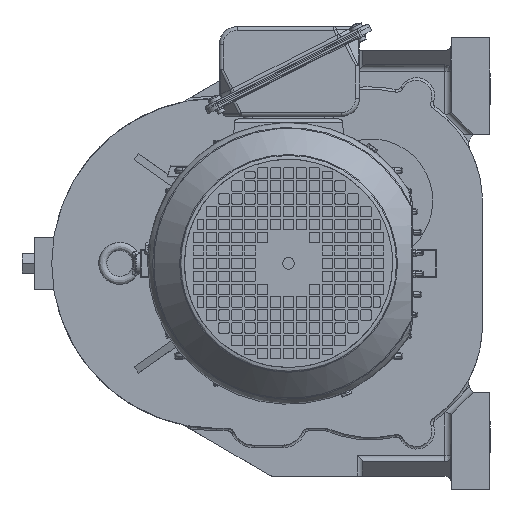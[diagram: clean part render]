
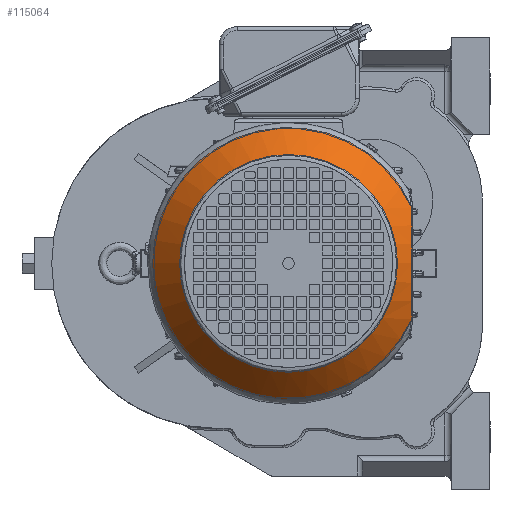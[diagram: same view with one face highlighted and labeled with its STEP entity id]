
A CAD part, left-side view. The second image highlights one B-rep face of the part: STEP entity #115064.
In plain terms, the highlighted conical face has half-angle 41.906 degrees and reference radius 105.414 mm.
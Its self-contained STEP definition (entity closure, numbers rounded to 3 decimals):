
#13499 = FACE_BOUND ( 'NONE', #150293, .T. ) ;
#14397 = FACE_OUTER_BOUND ( 'NONE', #139580, .T. ) ;
#15309 = DIRECTION ( 'NONE',  ( 1., 0., 0. ) ) ;
#19733 = ORIENTED_EDGE ( 'NONE', *, *, #87262, .F. ) ;
#21086 = CARTESIAN_POINT ( 'NONE',  ( 21118.521, 1688.718, 1081.928 ) ) ;
#29293 = DIRECTION ( 'NONE',  ( 1., 0., 0. ) ) ;
#32926 = ORIENTED_EDGE ( 'NONE', *, *, #101108, .F. ) ;
#34796 = CARTESIAN_POINT ( 'NONE',  ( 21119.248, 1688.718, 1078.21 ) ) ;
#35680 = CARTESIAN_POINT ( 'NONE',  ( 21118.248, 1688.718, 1109.953 ) ) ;
#37893 = DIRECTION ( 'NONE',  ( 1., 0., 0. ) ) ;
#40798 = EDGE_CURVE ( 'NONE', #110421, #110421, #99821, .T. ) ;
#41505 = CARTESIAN_POINT ( 'NONE',  ( 21104.433, 1784.718, 1096.831 ) ) ;
#47701 = CARTESIAN_POINT ( 'NONE',  ( 21117.501, 1688.718, 1089.378 ) ) ;
#49490 = CARTESIAN_POINT ( 'NONE',  ( 21119.661, 1688.718, 1117.367 ) ) ;
#51238 = CARTESIAN_POINT ( 'NONE',  ( 21121.041, 1688.718, 1122.829 ) ) ;
#55063 = CIRCLE ( 'NONE', #116307, 105.414 ) ;
#63159 = CARTESIAN_POINT ( 'NONE',  ( 21119.25, 1688.718, 1115.532 ) ) ;
#64048 = CARTESIAN_POINT ( 'NONE',  ( 21124.722, 1688.718, 1133.464 ) ) ;
#67470 = CONICAL_SURFACE ( 'NONE', #157760, 105.414, 0.731 ) ;
#69459 = CARTESIAN_POINT ( 'NONE',  ( 21122.15, 1688.718, 1067.281 ) ) ;
#85788 = CARTESIAN_POINT ( 'NONE',  ( 21127.748, 1784.718, 1096.831 ) ) ;
#87262 = EDGE_CURVE ( 'NONE', #118987, #155657, #141683, .T. ) ;
#88508 = ORIENTED_EDGE ( 'NONE', *, *, #40798, .T. ) ;
#91513 = CARTESIAN_POINT ( 'NONE',  ( 21117.504, 1688.718, 1104.327 ) ) ;
#92416 = CARTESIAN_POINT ( 'NONE',  ( 21126.167, 1688.718, 1136.94 ) ) ;
#97192 = DIRECTION ( 'NONE',  ( 0., -1., 0. ) ) ;
#99821 = CIRCLE ( 'NONE', #146367, 84.49 ) ;
#99920 = CARTESIAN_POINT ( 'NONE',  ( 21127.748, 1688.718, 1140.375 ) ) ;
#100475 = CARTESIAN_POINT ( 'NONE',  ( 21127.748, 1784.718, 1096.831 ) ) ;
#101108 = EDGE_CURVE ( 'NONE', #155657, #118987, #55063, .T. ) ;
#103310 = CARTESIAN_POINT ( 'NONE',  ( 21122.159, 1688.718, 1126.408 ) ) ;
#104174 = CARTESIAN_POINT ( 'NONE',  ( 21118.55, 1688.718, 1111.822 ) ) ;
#106872 = CARTESIAN_POINT ( 'NONE',  ( 21127.748, 1688.718, 1140.375 ) ) ;
#108657 = CARTESIAN_POINT ( 'NONE',  ( 21124.718, 1688.718, 1060.207 ) ) ;
#110421 = VERTEX_POINT ( 'NONE', #179712 ) ;
#112350 = DIRECTION ( 'NONE',  ( 0., -1., 0. ) ) ;
#115064 = ADVANCED_FACE ( 'NONE', ( #14397, #13499 ), #67470, .T. ) ;
#116307 = AXIS2_PLACEMENT_3D ( 'NONE', #100475, #29293, #112350 ) ;
#116999 = CARTESIAN_POINT ( 'NONE',  ( 21118.715, 1688.718, 1112.753 ) ) ;
#118987 = VERTEX_POINT ( 'NONE', #99920 ) ;
#133313 = CARTESIAN_POINT ( 'NONE',  ( 21117.258, 1688.718, 1093.109 ) ) ;
#137782 = CARTESIAN_POINT ( 'NONE',  ( 21119.876, 1688.718, 1075.445 ) ) ;
#139580 = EDGE_LOOP ( 'NONE', ( #19733, #32926 ) ) ;
#141683 = B_SPLINE_CURVE_WITH_KNOTS ( 'NONE', 3,
 ( #106872, #92416, #64048, #103310, #51238, #49490, #63159, #116999, #104174, #35680, #160654, #91513, #172560, #133313, #47701, #162450, #21086, #159761, #34796, #146070, #137782, #149650, #69459, #108657, #177980, #150524 ),
 .UNSPECIFIED., .F., .F.,
 ( 4, 2, 2, 2, 2, 2, 2, 2, 2, 2, 2, 2, 4 ),
 ( 0., 0.011, 0.022, 0.028, 0.031, 0.034, 0.045, 0.056, 0.062, 0.065, 0.067, 0.079, 0.09 ),
 .UNSPECIFIED. ) ;
#146070 = CARTESIAN_POINT ( 'NONE',  ( 21119.658, 1688.718, 1076.364 ) ) ;
#146367 = AXIS2_PLACEMENT_3D ( 'NONE', #41505, #37893, #97192 ) ;
#149650 = CARTESIAN_POINT ( 'NONE',  ( 21121.029, 1688.718, 1070.873 ) ) ;
#150293 = EDGE_LOOP ( 'NONE', ( #88508 ) ) ;
#150524 = CARTESIAN_POINT ( 'NONE',  ( 21127.748, 1688.718, 1053.288 ) ) ;
#155657 = VERTEX_POINT ( 'NONE', #165001 ) ;
#157760 = AXIS2_PLACEMENT_3D ( 'NONE', #85788, #15309, #168601 ) ;
#159761 = CARTESIAN_POINT ( 'NONE',  ( 21119.055, 1688.718, 1079.138 ) ) ;
#160654 = CARTESIAN_POINT ( 'NONE',  ( 21118.111, 1688.718, 1109.013 ) ) ;
#162450 = CARTESIAN_POINT ( 'NONE',  ( 21118.222, 1688.718, 1083.789 ) ) ;
#165001 = CARTESIAN_POINT ( 'NONE',  ( 21127.748, 1688.718, 1053.288 ) ) ;
#168601 = DIRECTION ( 'NONE',  ( 0., -1., 0. ) ) ;
#172560 = CARTESIAN_POINT ( 'NONE',  ( 21117.259, 1688.718, 1100.583 ) ) ;
#177980 = CARTESIAN_POINT ( 'NONE',  ( 21126.166, 1688.718, 1056.725 ) ) ;
#179712 = CARTESIAN_POINT ( 'NONE',  ( 21104.433, 1700.228, 1096.831 ) ) ;
